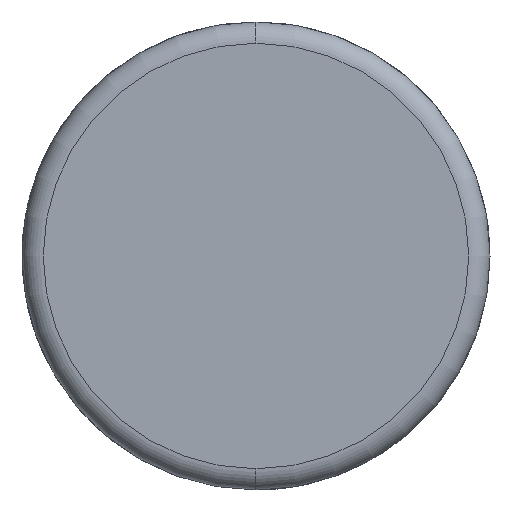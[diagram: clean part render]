
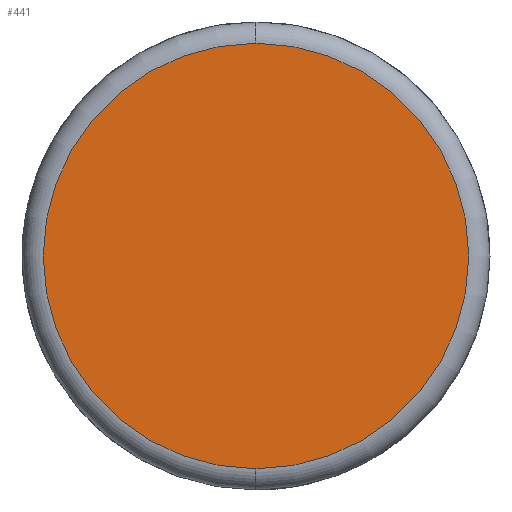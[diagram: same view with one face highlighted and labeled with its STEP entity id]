
A CAD part, left-side view. The second image highlights one B-rep face of the part: STEP entity #441.
In plain terms, the highlighted planar face has unit normal (-1, 0, 0).
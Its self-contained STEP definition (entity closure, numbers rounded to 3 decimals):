
#19 = DIRECTION ( 'NONE',  ( -1., 0., 0. ) ) ;
#30 = AXIS2_PLACEMENT_3D ( 'NONE', #551, #19, #493 ) ;
#104 = CARTESIAN_POINT ( 'NONE',  ( -0.95, 0., 0. ) ) ;
#107 = CIRCLE ( 'NONE', #762, 0.5 ) ;
#154 = FACE_OUTER_BOUND ( 'NONE', #619, .T. ) ;
#165 = DIRECTION ( 'NONE',  ( 0., 0., 1. ) ) ;
#200 = AXIS2_PLACEMENT_3D ( 'NONE', #354, #813, #425 ) ;
#350 = VERTEX_POINT ( 'NONE', #623 ) ;
#354 = CARTESIAN_POINT ( 'NONE',  ( -0.95, 0., 0. ) ) ;
#425 = DIRECTION ( 'NONE',  ( 0., 0., 1. ) ) ;
#436 = EDGE_CURVE ( 'NONE', #350, #715, #495, .T. ) ;
#441 = ADVANCED_FACE ( 'NONE', ( #154 ), #489, .T. ) ;
#459 = CARTESIAN_POINT ( 'NONE',  ( -0.95, 0., -0.5 ) ) ;
#489 = PLANE ( 'NONE',  #30 ) ;
#493 = DIRECTION ( 'NONE',  ( 0., 0., 1. ) ) ;
#495 = CIRCLE ( 'NONE', #200, 0.5 ) ;
#547 = EDGE_CURVE ( 'NONE', #715, #350, #107, .T. ) ;
#551 = CARTESIAN_POINT ( 'NONE',  ( -0.95, 0., 0. ) ) ;
#561 = ORIENTED_EDGE ( 'NONE', *, *, #436, .T. ) ;
#564 = DIRECTION ( 'NONE',  ( -1., 0., 0. ) ) ;
#619 = EDGE_LOOP ( 'NONE', ( #561, #705 ) ) ;
#623 = CARTESIAN_POINT ( 'NONE',  ( -0.95, 0., 0.5 ) ) ;
#705 = ORIENTED_EDGE ( 'NONE', *, *, #547, .T. ) ;
#715 = VERTEX_POINT ( 'NONE', #459 ) ;
#762 = AXIS2_PLACEMENT_3D ( 'NONE', #104, #564, #165 ) ;
#813 = DIRECTION ( 'NONE',  ( -1., 0., 0. ) ) ;
